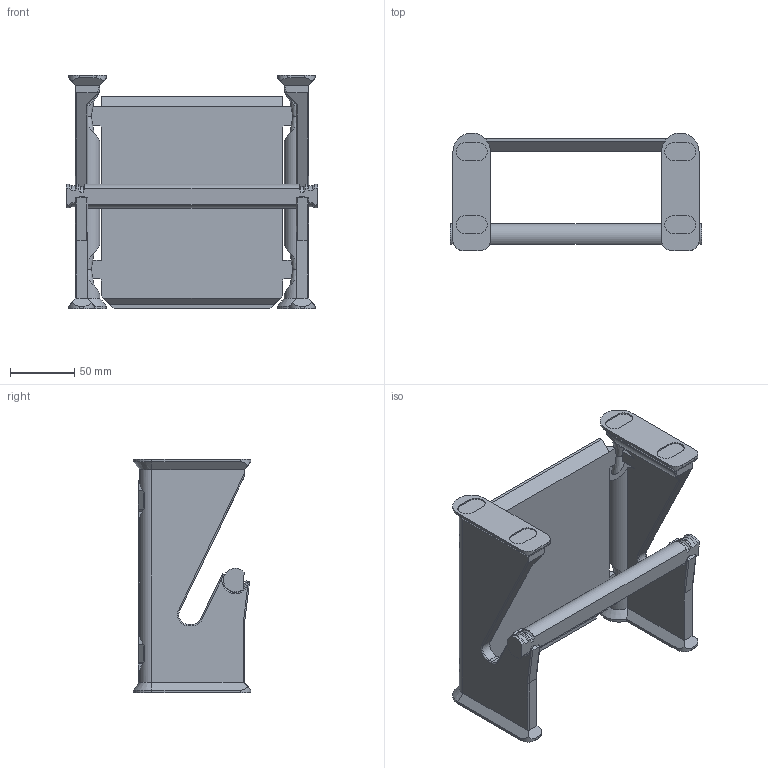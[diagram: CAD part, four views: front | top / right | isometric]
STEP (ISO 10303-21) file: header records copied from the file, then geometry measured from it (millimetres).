
FILE_DESCRIPTION(/* description */ (''),/* implementation_level */ '2;1');
FILE_NAME(/* name */ 'MUNBYN Rack v12 03 tol.step',/* time_stamp */ '2025-06-16T01:50:44-07:00',/* author */ (''),/* organization */ (''),/* preprocessor_version */ 'ST-DEVELOPER v20.1',/* originating_system */ 'Autodesk Translation Framework v14.10.0.0',/* authorisation */ '');
FILE_SCHEMA (('AUTOMOTIVE_DESIGN { 1 0 10303 214 3 1 1 }'));
Length unit declared in the file: millimetre
Products named in the file (5): MUNBYN Rack; Sides; Component4; Back/Front; Component5
Assembly tree (4 placements, depth 3):
  MUNBYN Rack
    Sides
      Component4
    Back/Front
    Component5
Bounding box: 195 x 91.32 x 181.25 mm (x, y, z)
Volume: 580403.7 mm3; surface area: 158089 mm2
Topology: 4 solids, 4 shells, 295 faces, 793 edges, 498 vertices
Faces by surface type: plane 142, cylinder 79, cone 42, bspline 18, torus 14
Full cylindrical faces by diameter (mm): 11.594 x2, 13.4 x4, 13.6 x4
Entity records: 10461 total; most frequent: CARTESIAN_POINT 3057, ORIENTED_EDGE 1582, DIRECTION 1507, EDGE_CURVE 791, AXIS2_PLACEMENT_3D 552, VERTEX_POINT 498, LINE 403, VECTOR 403
